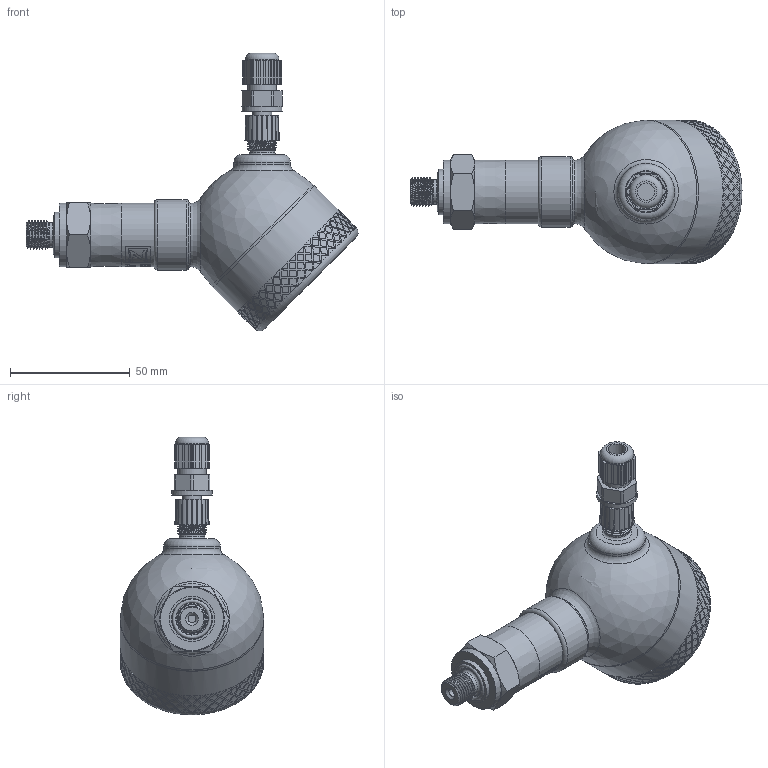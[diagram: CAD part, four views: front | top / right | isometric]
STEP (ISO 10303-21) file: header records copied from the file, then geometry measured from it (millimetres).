
FILE_DESCRIPTION(/* description */ (''),/* implementation_level */ '2;1');
FILE_NAME(/* name */ 'APZ3420FH_10_M12x1-straight.step',/* time_stamp */ '2021-06-30T14:36:00+03:00',/* author */ (''),/* organization */ (''),/* preprocessor_version */ 'ST-DEVELOPER v18.1',/* originating_system */ 'Autodesk Translation Framework v10.9.0.1377',/* authorisation */ '');
FILE_SCHEMA (('AUTOMOTIVE_DESIGN { 1 0 10303 214 3 1 1 }'));
Length unit declared in the file: millimetre
Products named in the file (7): Полевой корпус 
3420 3421 3230 заполненный; M12x1,25 DIN; FieldHousing Assembly v16; main body; Крышка без 
дисплея; Адаптер М12х1; M12x1 female straight v9
Assembly tree (6 placements, depth 3):
  Полевой корпус 
3420 3421 3230 заполненный
    M12x1,25 DIN
    FieldHousing Assembly v16
      main body
      Крышка без 
дисплея
      Адаптер М12х1
      M12x1 female straight v9
Bounding box: 138.91 x 60.1 x 116.17 mm (x, y, z)
Volume: 168607.1 mm3; surface area: 45455.7 mm2
Topology: 7 solids, 7 shells, 1543 faces, 3859 edges, 2532 vertices
Faces by surface type: bspline 896, cylinder 309, plane 262, cone 47, torus 26, sphere 3
Full cylindrical faces by diameter (mm): 1 x4, 3.3 x1, 7.3 x1, 8 x3, 9.3 x1, 10.2 x1, 10.293 x1, 10.438 x6, 10.5 x2, 10.741 x7, 11.866 x5, 11.884 x6, 12 x1, 13.5 x1, 14 x1, 16.7 x1, 17 x1, 19 x1, 19.7 x1, 21.6 x1, 22.4 x1, 23.6 x1, 24.5 x2, 26.5 x1, 29.5 x1, 55 x9, 56.5 x1, 57.2 x1, 60 x2
Entity records: 65044 total; most frequent: CARTESIAN_POINT 35316, ORIENTED_EDGE 7716, EDGE_CURVE 3858, DIRECTION 3105, B_SPLINE_CURVE_WITH_KNOTS 2577, VERTEX_POINT 2532, EDGE_LOOP 1752, FACE_OUTER_BOUND 1543
